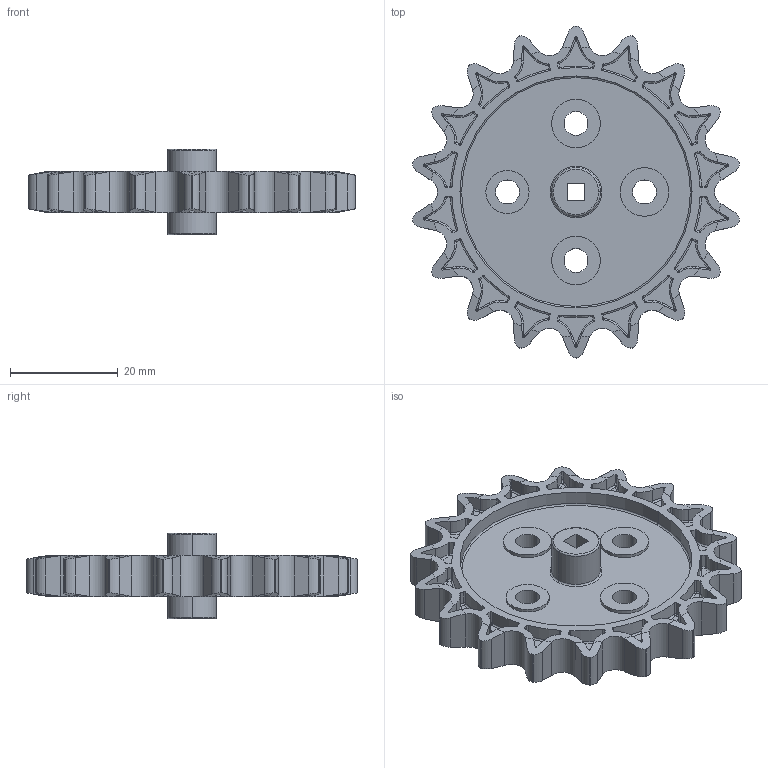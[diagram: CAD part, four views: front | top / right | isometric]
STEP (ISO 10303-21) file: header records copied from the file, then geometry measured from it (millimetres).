
FILE_DESCRIPTION((''),'2;1');
FILE_NAME('SPROCKET-HS-18-TOOTH','2008-08-30T',('np17'),(''),'PRO/ENGINEER BY PARAMETRIC TECHNOLOGY CORPORATION, 2007090','PRO/ENGINEER BY PARAMETRIC TECHNOLOGY CORPORATION, 2007090','');
FILE_SCHEMA(('CONFIG_CONTROL_DESIGN'));
Length unit declared in the file: millimetre
Products named in the file (1): SPROCKET-HS-18-TOOTH
Bounding box: 60.59 x 61.51 x 15.88 mm (x, y, z)
Volume: 9173.7 mm3; surface area: 10246.3 mm2
Topology: 1 solids, 1 shells, 1147 faces, 2775 edges, 1642 vertices
Faces by surface type: cylinder 541, plane 234, sphere 180, torus 120, cone 36, bspline 36
Entity records: 36254 total; most frequent: CARTESIAN_POINT 9601, DIRECTION 5815, ORIENTED_EDGE 5550, EDGE_CURVE 2775, AXIS2_PLACEMENT_3D 2397, VERTEX_POINT 1642, CIRCLE 1286, EDGE_LOOP 1169
